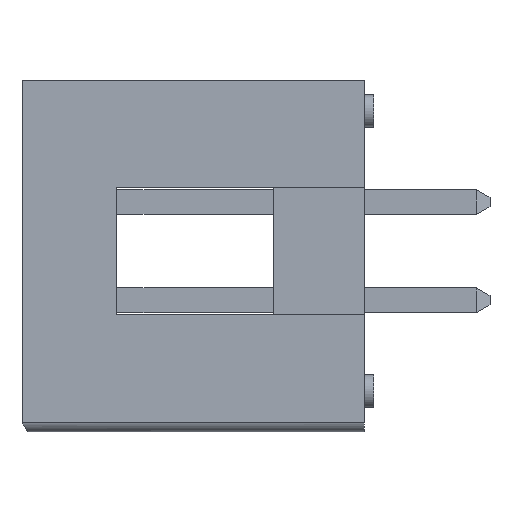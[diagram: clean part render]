
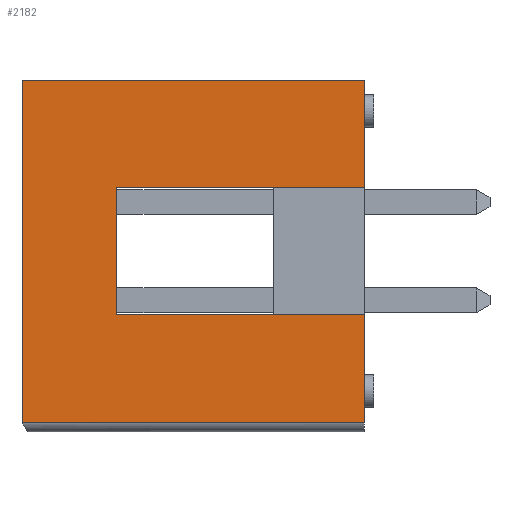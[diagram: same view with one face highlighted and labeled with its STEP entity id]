
A CAD part, left-side view. The second image highlights one B-rep face of the part: STEP entity #2182.
In plain terms, the highlighted planar face has unit normal (-1, 0, 0).
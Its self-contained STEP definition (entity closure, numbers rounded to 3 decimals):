
#37 = EDGE_CURVE ( 'NONE', #3697, #122, #7324, .T. ) ;
#122 = VERTEX_POINT ( 'NONE', #6354 ) ;
#351 = DIRECTION ( 'NONE',  ( 0., 0., 1. ) ) ;
#557 = ORIENTED_EDGE ( 'NONE', *, *, #6392, .T. ) ;
#662 = LINE ( 'NONE', #2348, #1783 ) ;
#731 = VERTEX_POINT ( 'NONE', #5980 ) ;
#1056 = DIRECTION ( 'NONE',  ( 0., -1., 0. ) ) ;
#1064 = LINE ( 'NONE', #1363, #1621 ) ;
#1126 = LINE ( 'NONE', #6180, #3907 ) ;
#1190 = VERTEX_POINT ( 'NONE', #6430 ) ;
#1363 = CARTESIAN_POINT ( 'NONE',  ( -10.18, 0.25, 4.425 ) ) ;
#1434 = EDGE_CURVE ( 'NONE', #1492, #122, #1064, .T. ) ;
#1481 = ORIENTED_EDGE ( 'NONE', *, *, #3897, .T. ) ;
#1492 = VERTEX_POINT ( 'NONE', #2581 ) ;
#1511 = ORIENTED_EDGE ( 'NONE', *, *, #6203, .F. ) ;
#1533 = VECTOR ( 'NONE', #2048, 1000. ) ;
#1539 = ORIENTED_EDGE ( 'NONE', *, *, #5727, .F. ) ;
#1621 = VECTOR ( 'NONE', #4330, 1000. ) ;
#1783 = VECTOR ( 'NONE', #6444, 1000. ) ;
#1858 = VERTEX_POINT ( 'NONE', #5530 ) ;
#2008 = DIRECTION ( 'NONE',  ( 0., 0., 1. ) ) ;
#2048 = DIRECTION ( 'NONE',  ( 0., 0., 1. ) ) ;
#2182 = ADVANCED_FACE ( 'NONE', ( #5751 ), #2484, .T. ) ;
#2348 = CARTESIAN_POINT ( 'NONE',  ( -10.18, 6.65, 1.65 ) ) ;
#2484 = PLANE ( 'NONE',  #3155 ) ;
#2581 = CARTESIAN_POINT ( 'NONE',  ( -10.18, 0.25, 4.425 ) ) ;
#2736 = DIRECTION ( 'NONE',  ( 0., -1., 0. ) ) ;
#2838 = LINE ( 'NONE', #7284, #1533 ) ;
#2936 = VECTOR ( 'NONE', #351, 1000. ) ;
#3070 = ORIENTED_EDGE ( 'NONE', *, *, #4448, .T. ) ;
#3074 = DIRECTION ( 'NONE',  ( -1., 0., 0. ) ) ;
#3155 = AXIS2_PLACEMENT_3D ( 'NONE', #4822, #3074, #4869 ) ;
#3277 = EDGE_CURVE ( 'NONE', #4108, #1858, #5965, .T. ) ;
#3421 = CARTESIAN_POINT ( 'NONE',  ( -10.18, 9.1, -4.425 ) ) ;
#3697 = VERTEX_POINT ( 'NONE', #3421 ) ;
#3832 = DIRECTION ( 'NONE',  ( 0., 1., 0. ) ) ;
#3897 = EDGE_CURVE ( 'NONE', #1190, #731, #7065, .T. ) ;
#3907 = VECTOR ( 'NONE', #2008, 1000. ) ;
#4108 = VERTEX_POINT ( 'NONE', #6113 ) ;
#4330 = DIRECTION ( 'NONE',  ( 0., 1., 0. ) ) ;
#4431 = VECTOR ( 'NONE', #1056, 1000. ) ;
#4448 = EDGE_CURVE ( 'NONE', #731, #1492, #2838, .T. ) ;
#4822 = CARTESIAN_POINT ( 'NONE',  ( -10.18, 0.25, 4.425 ) ) ;
#4869 = DIRECTION ( 'NONE',  ( 0., 0., 1. ) ) ;
#5174 = ORIENTED_EDGE ( 'NONE', *, *, #37, .F. ) ;
#5257 = EDGE_LOOP ( 'NONE', ( #1481, #3070, #5990, #5174, #1539, #557, #5973, #1511 ) ) ;
#5530 = CARTESIAN_POINT ( 'NONE',  ( -10.18, 0.25, -1.65 ) ) ;
#5621 = CARTESIAN_POINT ( 'NONE',  ( -10.18, 0.25, -4.425 ) ) ;
#5708 = CARTESIAN_POINT ( 'NONE',  ( -10.18, 6.65, 1.65 ) ) ;
#5727 = EDGE_CURVE ( 'NONE', #5904, #3697, #6558, .T. ) ;
#5751 = FACE_OUTER_BOUND ( 'NONE', #5257, .T. ) ;
#5904 = VERTEX_POINT ( 'NONE', #5621 ) ;
#5965 = LINE ( 'NONE', #7414, #4431 ) ;
#5973 = ORIENTED_EDGE ( 'NONE', *, *, #3277, .F. ) ;
#5980 = CARTESIAN_POINT ( 'NONE',  ( -10.18, 0.25, 1.65 ) ) ;
#5990 = ORIENTED_EDGE ( 'NONE', *, *, #1434, .T. ) ;
#6113 = CARTESIAN_POINT ( 'NONE',  ( -10.18, 6.65, -1.65 ) ) ;
#6180 = CARTESIAN_POINT ( 'NONE',  ( -10.18, 0.25, 4.425 ) ) ;
#6203 = EDGE_CURVE ( 'NONE', #1190, #4108, #662, .T. ) ;
#6354 = CARTESIAN_POINT ( 'NONE',  ( -10.18, 9.1, 4.425 ) ) ;
#6392 = EDGE_CURVE ( 'NONE', #5904, #1858, #1126, .T. ) ;
#6430 = CARTESIAN_POINT ( 'NONE',  ( -10.18, 6.65, 1.65 ) ) ;
#6444 = DIRECTION ( 'NONE',  ( 0., 0., -1. ) ) ;
#6502 = VECTOR ( 'NONE', #2736, 1000. ) ;
#6558 = LINE ( 'NONE', #7304, #6753 ) ;
#6753 = VECTOR ( 'NONE', #3832, 1000. ) ;
#6800 = CARTESIAN_POINT ( 'NONE',  ( -10.18, 9.1, 4.425 ) ) ;
#7065 = LINE ( 'NONE', #5708, #6502 ) ;
#7284 = CARTESIAN_POINT ( 'NONE',  ( -10.18, 0.25, 4.425 ) ) ;
#7304 = CARTESIAN_POINT ( 'NONE',  ( -10.18, 0.25, -4.425 ) ) ;
#7324 = LINE ( 'NONE', #6800, #2936 ) ;
#7414 = CARTESIAN_POINT ( 'NONE',  ( -10.18, 6.65, -1.65 ) ) ;
